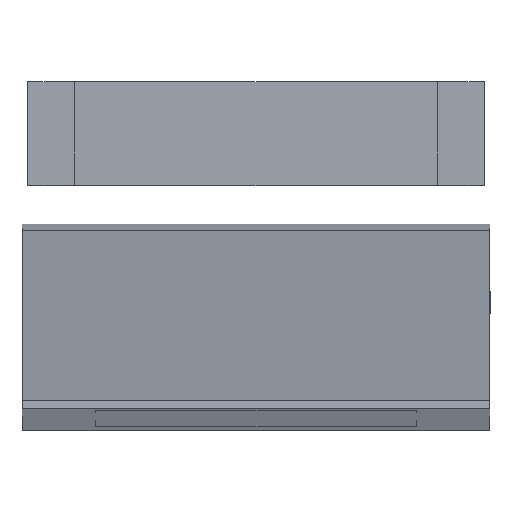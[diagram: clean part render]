
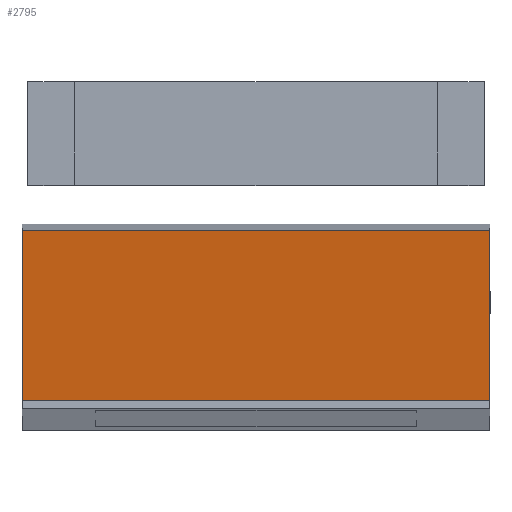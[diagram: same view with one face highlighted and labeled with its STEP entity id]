
A CAD part, top view. The second image highlights one B-rep face of the part: STEP entity #2795.
In plain terms, the highlighted face is planar.
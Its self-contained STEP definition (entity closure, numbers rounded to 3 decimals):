
#162 = CARTESIAN_POINT ( 'NONE',  ( 144.5, 14.5, 53. ) ) ;
#196 = CARTESIAN_POINT ( 'NONE',  ( -144.5, 14.5, -53. ) ) ;
#317 = VECTOR ( 'NONE', #3044, 1000. ) ;
#359 = DIRECTION ( 'NONE',  ( 0., 0., -1. ) ) ;
#408 = EDGE_CURVE ( 'NONE', #1596, #753, #1153, .T. ) ;
#498 = DIRECTION ( 'NONE',  ( 0., -1., 0. ) ) ;
#753 = VERTEX_POINT ( 'NONE', #1199 ) ;
#780 = EDGE_LOOP ( 'NONE', ( #1392, #2108, #1061, #2410 ) ) ;
#809 = EDGE_CURVE ( 'NONE', #2811, #1596, #3114, .T. ) ;
#981 = PLANE ( 'NONE',  #1006 ) ;
#1006 = AXIS2_PLACEMENT_3D ( 'NONE', #1753, #498, #2291 ) ;
#1061 = ORIENTED_EDGE ( 'NONE', *, *, #1373, .T. ) ;
#1121 = CARTESIAN_POINT ( 'NONE',  ( -144.5, 14.5, 53. ) ) ;
#1153 = LINE ( 'NONE', #1346, #2594 ) ;
#1199 = CARTESIAN_POINT ( 'NONE',  ( 144.5, 14.5, -53. ) ) ;
#1346 = CARTESIAN_POINT ( 'NONE',  ( 144.5, 14.5, 53. ) ) ;
#1373 = EDGE_CURVE ( 'NONE', #2581, #2811, #3013, .T. ) ;
#1392 = ORIENTED_EDGE ( 'NONE', *, *, #408, .T. ) ;
#1513 = CARTESIAN_POINT ( 'NONE',  ( -144.5, 14.5, 53. ) ) ;
#1596 = VERTEX_POINT ( 'NONE', #162 ) ;
#1742 = FACE_OUTER_BOUND ( 'NONE', #780, .T. ) ;
#1753 = CARTESIAN_POINT ( 'NONE',  ( 144.5, 14.5, -53. ) ) ;
#1897 = DIRECTION ( 'NONE',  ( 0., 0., 1. ) ) ;
#2108 = ORIENTED_EDGE ( 'NONE', *, *, #2562, .T. ) ;
#2291 = DIRECTION ( 'NONE',  ( 0., 0., -1. ) ) ;
#2300 = CARTESIAN_POINT ( 'NONE',  ( -144.5, 14.5, 53. ) ) ;
#2410 = ORIENTED_EDGE ( 'NONE', *, *, #809, .T. ) ;
#2467 = CARTESIAN_POINT ( 'NONE',  ( -144.5, 14.5, -53. ) ) ;
#2562 = EDGE_CURVE ( 'NONE', #753, #2581, #2682, .T. ) ;
#2581 = VERTEX_POINT ( 'NONE', #196 ) ;
#2594 = VECTOR ( 'NONE', #359, 1000. ) ;
#2682 = LINE ( 'NONE', #2467, #3208 ) ;
#2768 = VECTOR ( 'NONE', #1897, 1000. ) ;
#2795 = ADVANCED_FACE ( 'NONE', ( #1742 ), #981, .F. ) ;
#2811 = VERTEX_POINT ( 'NONE', #1513 ) ;
#3013 = LINE ( 'NONE', #1121, #2768 ) ;
#3044 = DIRECTION ( 'NONE',  ( 1., 0., 0. ) ) ;
#3114 = LINE ( 'NONE', #2300, #317 ) ;
#3208 = VECTOR ( 'NONE', #3234, 1000. ) ;
#3234 = DIRECTION ( 'NONE',  ( -1., 0., 0. ) ) ;
